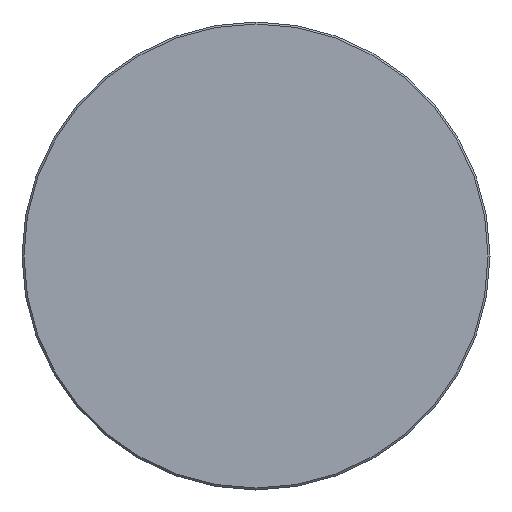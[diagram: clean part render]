
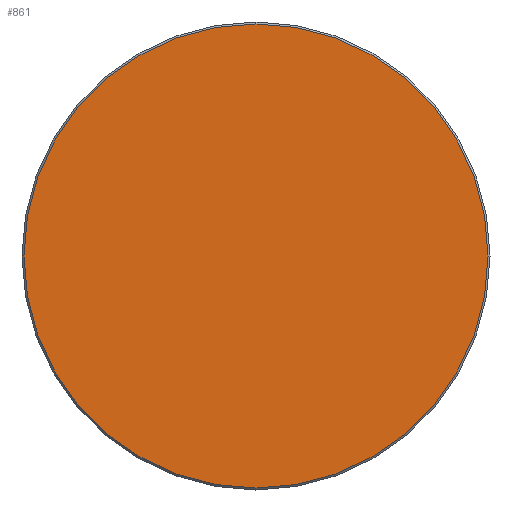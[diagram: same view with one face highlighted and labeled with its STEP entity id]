
A CAD part, left-side view. The second image highlights one B-rep face of the part: STEP entity #861.
In plain terms, the highlighted planar face has unit normal (-1, 0, 0).
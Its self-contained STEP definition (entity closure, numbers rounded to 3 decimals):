
#45 = CARTESIAN_POINT ( 'NONE',  ( -108.15, 0., 0. ) ) ;
#119 = VERTEX_POINT ( 'NONE', #866 ) ;
#158 = EDGE_CURVE ( 'NONE', #119, #905, #331, .T. ) ;
#265 = CARTESIAN_POINT ( 'NONE',  ( -108.15, 0., -35.7 ) ) ;
#283 = AXIS2_PLACEMENT_3D ( 'NONE', #537, #1222, #449 ) ;
#331 = CIRCLE ( 'NONE', #602, 35.7 ) ;
#444 = CARTESIAN_POINT ( 'NONE',  ( -108.15, 0., 0. ) ) ;
#449 = DIRECTION ( 'NONE',  ( 0., 0., -1. ) ) ;
#489 = FACE_OUTER_BOUND ( 'NONE', #796, .T. ) ;
#537 = CARTESIAN_POINT ( 'NONE',  ( -108.15, -36.128, 36.128 ) ) ;
#550 = ORIENTED_EDGE ( 'NONE', *, *, #745, .T. ) ;
#602 = AXIS2_PLACEMENT_3D ( 'NONE', #45, #993, #789 ) ;
#639 = PLANE ( 'NONE',  #283 ) ;
#745 = EDGE_CURVE ( 'NONE', #905, #119, #935, .T. ) ;
#789 = DIRECTION ( 'NONE',  ( 0., 0., -1. ) ) ;
#796 = EDGE_LOOP ( 'NONE', ( #550, #876 ) ) ;
#861 = ADVANCED_FACE ( 'NONE', ( #489 ), #639, .F. ) ;
#866 = CARTESIAN_POINT ( 'NONE',  ( -108.15, 0., 35.7 ) ) ;
#876 = ORIENTED_EDGE ( 'NONE', *, *, #158, .T. ) ;
#905 = VERTEX_POINT ( 'NONE', #265 ) ;
#935 = CIRCLE ( 'NONE', #1212, 35.7 ) ;
#993 = DIRECTION ( 'NONE',  ( -1., 0., 0. ) ) ;
#1122 = DIRECTION ( 'NONE',  ( -1., 0., 0. ) ) ;
#1212 = AXIS2_PLACEMENT_3D ( 'NONE', #444, #1122, #1231 ) ;
#1222 = DIRECTION ( 'NONE',  ( 1., 0., 0. ) ) ;
#1231 = DIRECTION ( 'NONE',  ( 0., 0., -1. ) ) ;
